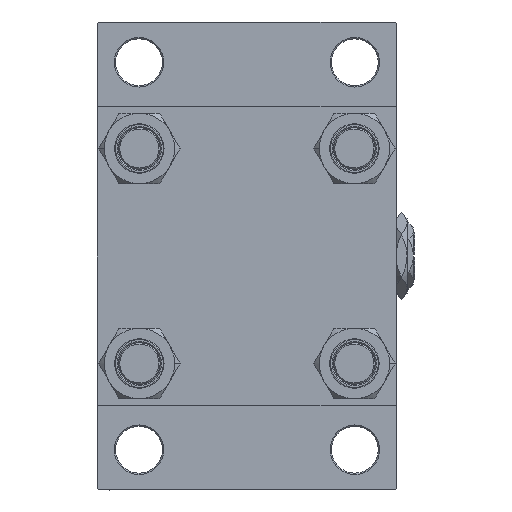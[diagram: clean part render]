
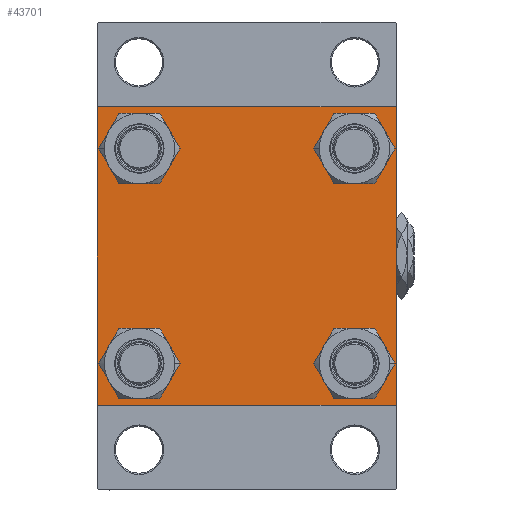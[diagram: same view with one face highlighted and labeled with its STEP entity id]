
A CAD part, left-side view. The second image highlights one B-rep face of the part: STEP entity #43701.
In plain terms, the highlighted planar face has unit normal (-1, 0, 0).
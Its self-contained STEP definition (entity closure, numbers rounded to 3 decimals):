
#446 = LINE ( 'NONE', #34473, #3986 ) ;
#543 = AXIS2_PLACEMENT_3D ( 'NONE', #14351, #6842, #22098 ) ;
#837 = DIRECTION ( 'NONE',  ( 1., 0., 0. ) ) ;
#1126 = CARTESIAN_POINT ( 'NONE',  ( 0., -57., 57.5 ) ) ;
#1884 = AXIS2_PLACEMENT_3D ( 'NONE', #38594, #12096, #28360 ) ;
#1963 = VECTOR ( 'NONE', #44451, 1000. ) ;
#2230 = CARTESIAN_POINT ( 'NONE',  ( 0., -41.35, 41.35 ) ) ;
#2315 = CARTESIAN_POINT ( 'NONE',  ( 0., -57., -57.5 ) ) ;
#3604 = CARTESIAN_POINT ( 'NONE',  ( 0., 41.35, -41.35 ) ) ;
#3704 = DIRECTION ( 'NONE',  ( 1., 0., 0. ) ) ;
#3730 = EDGE_CURVE ( 'NONE', #48863, #7758, #27744, .T. ) ;
#3986 = VECTOR ( 'NONE', #4934, 1000. ) ;
#4066 = ORIENTED_EDGE ( 'NONE', *, *, #9568, .T. ) ;
#4529 = EDGE_CURVE ( 'NONE', #37005, #23854, #17862, .T. ) ;
#4618 = EDGE_CURVE ( 'NONE', #29177, #12961, #8563, .T. ) ;
#4682 = EDGE_CURVE ( 'NONE', #21455, #12121, #27335, .T. ) ;
#4713 = VECTOR ( 'NONE', #37821, 1000. ) ;
#4934 = DIRECTION ( 'NONE',  ( 0., -0.707, -0.707 ) ) ;
#5799 = DIRECTION ( 'NONE',  ( 1., 0., 0. ) ) ;
#5889 = CIRCLE ( 'NONE', #47379, 8.5 ) ;
#6842 = DIRECTION ( 'NONE',  ( 1., 0., 0. ) ) ;
#7105 = DIRECTION ( 'NONE',  ( -1., 0., 0. ) ) ;
#7214 = EDGE_LOOP ( 'NONE', ( #33906, #41418 ) ) ;
#7561 = CARTESIAN_POINT ( 'NONE',  ( 0., 57.5, 57.5 ) ) ;
#7758 = VERTEX_POINT ( 'NONE', #40703 ) ;
#8563 = CIRCLE ( 'NONE', #543, 8.5 ) ;
#8603 = ORIENTED_EDGE ( 'NONE', *, *, #30643, .F. ) ;
#8828 = DIRECTION ( 'NONE',  ( 0., 0., 1. ) ) ;
#9419 = EDGE_CURVE ( 'NONE', #12967, #48122, #38279, .T. ) ;
#9568 = EDGE_CURVE ( 'NONE', #48122, #12967, #42219, .T. ) ;
#9871 = FACE_BOUND ( 'NONE', #34115, .T. ) ;
#10000 = DIRECTION ( 'NONE',  ( 0., 0., 1. ) ) ;
#10956 = VECTOR ( 'NONE', #38807, 1000. ) ;
#11047 = CARTESIAN_POINT ( 'NONE',  ( 0., 57., -57.5 ) ) ;
#11227 = CARTESIAN_POINT ( 'NONE',  ( 0., -41.35, 41.35 ) ) ;
#11705 = EDGE_CURVE ( 'NONE', #41265, #44066, #446, .T. ) ;
#11752 = VECTOR ( 'NONE', #19269, 1000. ) ;
#11908 = AXIS2_PLACEMENT_3D ( 'NONE', #2230, #32757, #10000 ) ;
#12096 = DIRECTION ( 'NONE',  ( 1., 0., 0. ) ) ;
#12121 = VERTEX_POINT ( 'NONE', #1126 ) ;
#12961 = VERTEX_POINT ( 'NONE', #46883 ) ;
#12967 = VERTEX_POINT ( 'NONE', #27941 ) ;
#12997 = CIRCLE ( 'NONE', #32181, 8.5 ) ;
#13362 = VERTEX_POINT ( 'NONE', #2315 ) ;
#13987 = CARTESIAN_POINT ( 'NONE',  ( 0., -57.25, -57.25 ) ) ;
#14312 = AXIS2_PLACEMENT_3D ( 'NONE', #11227, #3704, #29269 ) ;
#14351 = CARTESIAN_POINT ( 'NONE',  ( 0., 41.35, 41.35 ) ) ;
#15581 = DIRECTION ( 'NONE',  ( 0., 0., 1. ) ) ;
#15724 = EDGE_CURVE ( 'NONE', #23854, #41265, #18832, .T. ) ;
#15731 = AXIS2_PLACEMENT_3D ( 'NONE', #47571, #837, #16113 ) ;
#16113 = DIRECTION ( 'NONE',  ( 0., 0., 1. ) ) ;
#17862 = LINE ( 'NONE', #29626, #22131 ) ;
#18089 = ORIENTED_EDGE ( 'NONE', *, *, #3730, .T. ) ;
#18356 = DIRECTION ( 'NONE',  ( 0., 0.707, -0.707 ) ) ;
#18783 = LINE ( 'NONE', #38014, #11752 ) ;
#18832 = LINE ( 'NONE', #7561, #4713 ) ;
#18849 = LINE ( 'NONE', #30365, #24336 ) ;
#19269 = DIRECTION ( 'NONE',  ( 0., -1., 0. ) ) ;
#19347 = DIRECTION ( 'NONE',  ( 1., 0., 0. ) ) ;
#19975 = VERTEX_POINT ( 'NONE', #31679 ) ;
#20173 = ORIENTED_EDGE ( 'NONE', *, *, #36993, .T. ) ;
#20337 = EDGE_LOOP ( 'NONE', ( #48555, #23464, #20173, #21751, #8603, #24703, #25441, #46308 ) ) ;
#21455 = VERTEX_POINT ( 'NONE', #28262 ) ;
#21751 = ORIENTED_EDGE ( 'NONE', *, *, #36028, .T. ) ;
#22098 = DIRECTION ( 'NONE',  ( 0., 0., 1. ) ) ;
#22111 = FACE_BOUND ( 'NONE', #27385, .T. ) ;
#22131 = VECTOR ( 'NONE', #18356, 1000. ) ;
#22228 = ORIENTED_EDGE ( 'NONE', *, *, #9419, .T. ) ;
#22674 = CIRCLE ( 'NONE', #1884, 8.5 ) ;
#23464 = ORIENTED_EDGE ( 'NONE', *, *, #11705, .T. ) ;
#23854 = VERTEX_POINT ( 'NONE', #30699 ) ;
#24099 = DIRECTION ( 'NONE',  ( 0., 0., 1. ) ) ;
#24336 = VECTOR ( 'NONE', #42305, 1000. ) ;
#24438 = VERTEX_POINT ( 'NONE', #40020 ) ;
#24703 = ORIENTED_EDGE ( 'NONE', *, *, #4682, .T. ) ;
#25002 = CARTESIAN_POINT ( 'NONE',  ( 0., -57.5, 57.5 ) ) ;
#25441 = ORIENTED_EDGE ( 'NONE', *, *, #42908, .F. ) ;
#27335 = LINE ( 'NONE', #42051, #10956 ) ;
#27385 = EDGE_LOOP ( 'NONE', ( #22228, #4066 ) ) ;
#27744 = CIRCLE ( 'NONE', #15731, 8.5 ) ;
#27850 = ORIENTED_EDGE ( 'NONE', *, *, #40932, .T. ) ;
#27941 = CARTESIAN_POINT ( 'NONE',  ( 0., -41.35, 49.85 ) ) ;
#27955 = EDGE_LOOP ( 'NONE', ( #45285, #18089 ) ) ;
#28262 = CARTESIAN_POINT ( 'NONE',  ( 0., -57.5, 57. ) ) ;
#28360 = DIRECTION ( 'NONE',  ( 0., 0., 1. ) ) ;
#29177 = VERTEX_POINT ( 'NONE', #46086 ) ;
#29269 = DIRECTION ( 'NONE',  ( 0., 0., 1. ) ) ;
#29483 = ORIENTED_EDGE ( 'NONE', *, *, #47357, .T. ) ;
#29626 = CARTESIAN_POINT ( 'NONE',  ( 0., 57.25, 57.25 ) ) ;
#29942 = AXIS2_PLACEMENT_3D ( 'NONE', #38334, #7105, #15581 ) ;
#30131 = FACE_BOUND ( 'NONE', #7214, .T. ) ;
#30136 = VECTOR ( 'NONE', #47958, 1000. ) ;
#30365 = CARTESIAN_POINT ( 'NONE',  ( 0., 57.5, 57.5 ) ) ;
#30643 = EDGE_CURVE ( 'NONE', #21455, #24438, #43951, .T. ) ;
#30699 = CARTESIAN_POINT ( 'NONE',  ( 0., 57.5, 57. ) ) ;
#31313 = CARTESIAN_POINT ( 'NONE',  ( 0., -41.35, -49.85 ) ) ;
#31679 = CARTESIAN_POINT ( 'NONE',  ( 0., 41.35, -32.85 ) ) ;
#32181 = AXIS2_PLACEMENT_3D ( 'NONE', #43050, #19347, #8828 ) ;
#32757 = DIRECTION ( 'NONE',  ( 1., 0., 0. ) ) ;
#33906 = ORIENTED_EDGE ( 'NONE', *, *, #41699, .T. ) ;
#34115 = EDGE_LOOP ( 'NONE', ( #29483, #27850 ) ) ;
#34473 = CARTESIAN_POINT ( 'NONE',  ( 0., 57.25, -57.25 ) ) ;
#35658 = AXIS2_PLACEMENT_3D ( 'NONE', #3604, #41364, #44856 ) ;
#36028 = EDGE_CURVE ( 'NONE', #13362, #24438, #48208, .T. ) ;
#36440 = CIRCLE ( 'NONE', #35658, 8.5 ) ;
#36583 = VERTEX_POINT ( 'NONE', #37100 ) ;
#36993 = EDGE_CURVE ( 'NONE', #44066, #13362, #18783, .T. ) ;
#37005 = VERTEX_POINT ( 'NONE', #37534 ) ;
#37100 = CARTESIAN_POINT ( 'NONE',  ( 0., 41.35, -49.85 ) ) ;
#37534 = CARTESIAN_POINT ( 'NONE',  ( 0., 57., 57.5 ) ) ;
#37821 = DIRECTION ( 'NONE',  ( 0., 0., -1. ) ) ;
#37842 = FACE_OUTER_BOUND ( 'NONE', #20337, .T. ) ;
#38014 = CARTESIAN_POINT ( 'NONE',  ( 0., 57.5, -57.5 ) ) ;
#38279 = CIRCLE ( 'NONE', #11908, 8.5 ) ;
#38334 = CARTESIAN_POINT ( 'NONE',  ( 0., 0., 0. ) ) ;
#38594 = CARTESIAN_POINT ( 'NONE',  ( 0., 41.35, 41.35 ) ) ;
#38807 = DIRECTION ( 'NONE',  ( 0., 0.707, 0.707 ) ) ;
#38908 = EDGE_CURVE ( 'NONE', #7758, #48863, #12997, .T. ) ;
#40020 = CARTESIAN_POINT ( 'NONE',  ( 0., -57.5, -57. ) ) ;
#40703 = CARTESIAN_POINT ( 'NONE',  ( 0., -41.35, -32.85 ) ) ;
#40932 = EDGE_CURVE ( 'NONE', #36583, #19975, #5889, .T. ) ;
#41265 = VERTEX_POINT ( 'NONE', #46488 ) ;
#41364 = DIRECTION ( 'NONE',  ( 1., 0., 0. ) ) ;
#41418 = ORIENTED_EDGE ( 'NONE', *, *, #4618, .T. ) ;
#41574 = PLANE ( 'NONE',  #29942 ) ;
#41699 = EDGE_CURVE ( 'NONE', #12961, #29177, #22674, .T. ) ;
#42051 = CARTESIAN_POINT ( 'NONE',  ( 0., -57.25, 57.25 ) ) ;
#42219 = CIRCLE ( 'NONE', #14312, 8.5 ) ;
#42305 = DIRECTION ( 'NONE',  ( 0., -1., 0. ) ) ;
#42908 = EDGE_CURVE ( 'NONE', #37005, #12121, #18849, .T. ) ;
#43050 = CARTESIAN_POINT ( 'NONE',  ( 0., -41.35, -41.35 ) ) ;
#43251 = CARTESIAN_POINT ( 'NONE',  ( 0., -41.35, 32.85 ) ) ;
#43701 = ADVANCED_FACE ( 'NONE', ( #22111, #44089, #9871, #30131, #37842 ), #41574, .T. ) ;
#43951 = LINE ( 'NONE', #25002, #1963 ) ;
#44066 = VERTEX_POINT ( 'NONE', #11047 ) ;
#44089 = FACE_BOUND ( 'NONE', #27955, .T. ) ;
#44451 = DIRECTION ( 'NONE',  ( 0., 0., -1. ) ) ;
#44856 = DIRECTION ( 'NONE',  ( 0., 0., 1. ) ) ;
#45285 = ORIENTED_EDGE ( 'NONE', *, *, #38908, .T. ) ;
#46086 = CARTESIAN_POINT ( 'NONE',  ( 0., 41.35, 32.85 ) ) ;
#46308 = ORIENTED_EDGE ( 'NONE', *, *, #4529, .T. ) ;
#46488 = CARTESIAN_POINT ( 'NONE',  ( 0., 57.5, -57. ) ) ;
#46883 = CARTESIAN_POINT ( 'NONE',  ( 0., 41.35, 49.85 ) ) ;
#47046 = CARTESIAN_POINT ( 'NONE',  ( 0., 41.35, -41.35 ) ) ;
#47357 = EDGE_CURVE ( 'NONE', #19975, #36583, #36440, .T. ) ;
#47379 = AXIS2_PLACEMENT_3D ( 'NONE', #47046, #5799, #24099 ) ;
#47571 = CARTESIAN_POINT ( 'NONE',  ( 0., -41.35, -41.35 ) ) ;
#47958 = DIRECTION ( 'NONE',  ( 0., -0.707, 0.707 ) ) ;
#48122 = VERTEX_POINT ( 'NONE', #43251 ) ;
#48208 = LINE ( 'NONE', #13987, #30136 ) ;
#48555 = ORIENTED_EDGE ( 'NONE', *, *, #15724, .T. ) ;
#48863 = VERTEX_POINT ( 'NONE', #31313 ) ;
